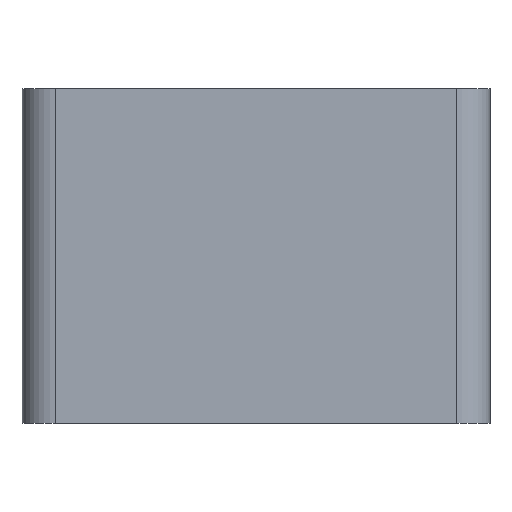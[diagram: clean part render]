
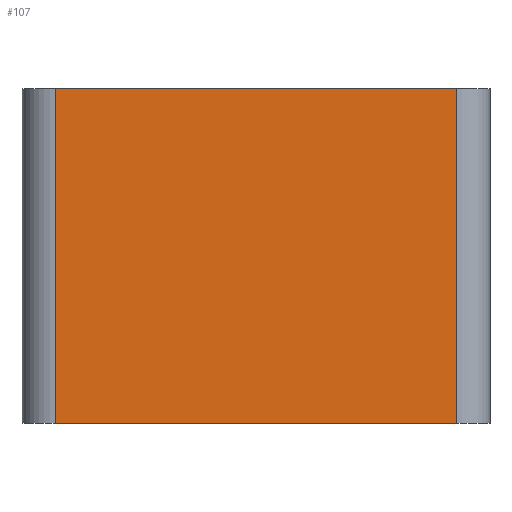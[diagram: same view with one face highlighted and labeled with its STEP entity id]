
A CAD part, front view. The second image highlights one B-rep face of the part: STEP entity #107.
In plain terms, the highlighted planar face has unit normal (0, -1, 0).
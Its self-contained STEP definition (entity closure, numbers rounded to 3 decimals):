
#107=ADVANCED_FACE('',(#268),#270,.T.);
#268=FACE_BOUND('',#269,.T.);
#269=EDGE_LOOP('',(#395,#396,#397,#398));
#270=PLANE('',#271);
#271=AXIS2_PLACEMENT_3D('',#272,#273,#274);
#272=CARTESIAN_POINT('',(-35.,-70.,0.));
#273=DIRECTION('',(0.,-1.,0.));
#274=DIRECTION('',(1.,0.,0.));
#395=ORIENTED_EDGE('',*,*,#486,.T.);
#396=ORIENTED_EDGE('',*,*,#460,.F.);
#397=ORIENTED_EDGE('',*,*,#487,.F.);
#398=ORIENTED_EDGE('',*,*,#488,.T.);
#460=EDGE_CURVE('',#512,#514,#515,.T.);
#486=EDGE_CURVE('',#560,#514,#561,.T.);
#487=EDGE_CURVE('',#562,#512,#563,.T.);
#488=EDGE_CURVE('',#562,#560,#564,.T.);
#512=VERTEX_POINT('',#602);
#514=VERTEX_POINT('',#607);
#515=LINE('',#608,#609);
#560=VERTEX_POINT('',#710);
#561=LINE('',#711,#712);
#562=VERTEX_POINT('',#714);
#563=LINE('',#715,#716);
#564=LINE('',#718,#719);
#602=CARTESIAN_POINT('',(-30.,-70.,50.));
#607=CARTESIAN_POINT('',(30.,-70.,50.));
#608=CARTESIAN_POINT('',(-30.,-70.,50.));
#609=VECTOR('',#610,1.);
#610=DIRECTION('',(1.,0.,0.));
#710=CARTESIAN_POINT('',(30.,-70.,0.));
#711=CARTESIAN_POINT('',(30.,-70.,0.));
#712=VECTOR('',#713,1.);
#713=DIRECTION('',(0.,0.,1.));
#714=CARTESIAN_POINT('',(-30.,-70.,0.));
#715=CARTESIAN_POINT('',(-30.,-70.,0.));
#716=VECTOR('',#717,1.);
#717=DIRECTION('',(0.,0.,1.));
#718=CARTESIAN_POINT('',(-30.,-70.,0.));
#719=VECTOR('',#720,1.);
#720=DIRECTION('',(1.,0.,0.));
